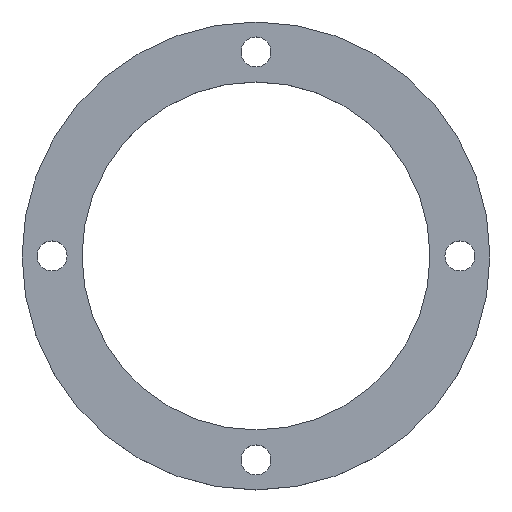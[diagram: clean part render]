
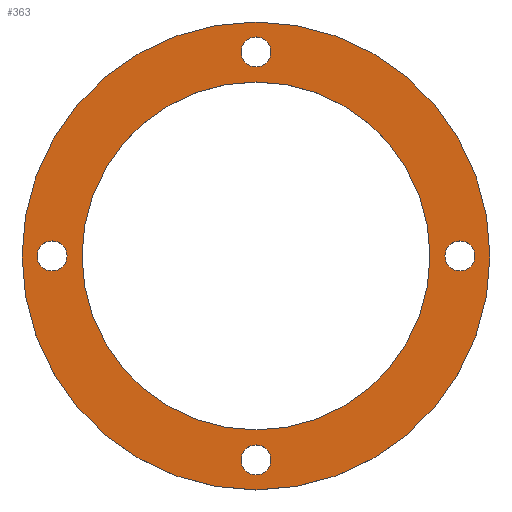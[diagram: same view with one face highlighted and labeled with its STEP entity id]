
A CAD part, top view. The second image highlights one B-rep face of the part: STEP entity #363.
In plain terms, the highlighted planar face has unit normal (0, 0, 1).
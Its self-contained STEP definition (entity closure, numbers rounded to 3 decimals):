
#10 = CARTESIAN_POINT ( 'NONE',  ( 0., -34., 4.7 ) ) ;
#16 = EDGE_CURVE ( 'NONE', #48, #163, #487, .T. ) ;
#21 = DIRECTION ( 'NONE',  ( 1., 0., 0. ) ) ;
#23 = CARTESIAN_POINT ( 'NONE',  ( -29., 0., 4.7 ) ) ;
#25 = FACE_BOUND ( 'NONE', #93, .T. ) ;
#29 = EDGE_CURVE ( 'NONE', #454, #416, #267, .T. ) ;
#31 = CARTESIAN_POINT ( 'NONE',  ( 0., 0., 4.7 ) ) ;
#35 = CARTESIAN_POINT ( 'NONE',  ( 2.5, 34., 4.7 ) ) ;
#40 = DIRECTION ( 'NONE',  ( 0., 0., 1. ) ) ;
#42 = AXIS2_PLACEMENT_3D ( 'NONE', #273, #240, #157 ) ;
#44 = AXIS2_PLACEMENT_3D ( 'NONE', #375, #61, #421 ) ;
#45 = DIRECTION ( 'NONE',  ( 0., 0., 1. ) ) ;
#48 = VERTEX_POINT ( 'NONE', #399 ) ;
#49 = DIRECTION ( 'NONE',  ( 1., 0., 0. ) ) ;
#50 = AXIS2_PLACEMENT_3D ( 'NONE', #491, #455, #505 ) ;
#52 = CARTESIAN_POINT ( 'NONE',  ( 34., 0., 4.7 ) ) ;
#53 = DIRECTION ( 'NONE',  ( 1., 0., 0. ) ) ;
#55 = FACE_BOUND ( 'NONE', #255, .T. ) ;
#61 = DIRECTION ( 'NONE',  ( 0., 0., 1. ) ) ;
#65 = CIRCLE ( 'NONE', #50, 2.5 ) ;
#69 = ORIENTED_EDGE ( 'NONE', *, *, #378, .T. ) ;
#93 = EDGE_LOOP ( 'NONE', ( #330, #159 ) ) ;
#97 = CARTESIAN_POINT ( 'NONE',  ( 31.5, 0., 4.7 ) ) ;
#98 = CIRCLE ( 'NONE', #358, 29. ) ;
#99 = VERTEX_POINT ( 'NONE', #256 ) ;
#105 = DIRECTION ( 'NONE',  ( 0., 0., 1. ) ) ;
#108 = CIRCLE ( 'NONE', #359, 39. ) ;
#111 = CARTESIAN_POINT ( 'NONE',  ( 0., 0., 4.7 ) ) ;
#112 = DIRECTION ( 'NONE',  ( 0., 0., 1. ) ) ;
#116 = ORIENTED_EDGE ( 'NONE', *, *, #131, .F. ) ;
#118 = DIRECTION ( 'NONE',  ( 1., 0., 0. ) ) ;
#120 = VERTEX_POINT ( 'NONE', #290 ) ;
#125 = CARTESIAN_POINT ( 'NONE',  ( 2.5, -34., 4.7 ) ) ;
#131 = EDGE_CURVE ( 'NONE', #281, #120, #302, .T. ) ;
#133 = ORIENTED_EDGE ( 'NONE', *, *, #462, .T. ) ;
#140 = ORIENTED_EDGE ( 'NONE', *, *, #336, .F. ) ;
#144 = DIRECTION ( 'NONE',  ( 1., 0., 0. ) ) ;
#148 = ORIENTED_EDGE ( 'NONE', *, *, #410, .F. ) ;
#149 = DIRECTION ( 'NONE',  ( 1., 0., 0. ) ) ;
#152 = EDGE_CURVE ( 'NONE', #99, #206, #65, .T. ) ;
#153 = ORIENTED_EDGE ( 'NONE', *, *, #427, .F. ) ;
#157 = DIRECTION ( 'NONE',  ( 1., 0., 0. ) ) ;
#159 = ORIENTED_EDGE ( 'NONE', *, *, #16, .F. ) ;
#162 = DIRECTION ( 'NONE',  ( 1., 0., 0. ) ) ;
#163 = VERTEX_POINT ( 'NONE', #97 ) ;
#168 = EDGE_CURVE ( 'NONE', #120, #281, #404, .T. ) ;
#174 = EDGE_LOOP ( 'NONE', ( #224, #307 ) ) ;
#175 = FACE_BOUND ( 'NONE', #265, .T. ) ;
#179 = CARTESIAN_POINT ( 'NONE',  ( 0., 0., 4.7 ) ) ;
#181 = AXIS2_PLACEMENT_3D ( 'NONE', #52, #45, #21 ) ;
#186 = EDGE_CURVE ( 'NONE', #206, #99, #510, .T. ) ;
#189 = CIRCLE ( 'NONE', #315, 39. ) ;
#190 = CARTESIAN_POINT ( 'NONE',  ( 39., 0., 4.7 ) ) ;
#206 = VERTEX_POINT ( 'NONE', #449 ) ;
#224 = ORIENTED_EDGE ( 'NONE', *, *, #152, .F. ) ;
#228 = DIRECTION ( 'NONE',  ( 0., 0., 1. ) ) ;
#235 = CIRCLE ( 'NONE', #181, 2.5 ) ;
#240 = DIRECTION ( 'NONE',  ( 0., 0., 1. ) ) ;
#248 = DIRECTION ( 'NONE',  ( 0., 0., 1. ) ) ;
#255 = EDGE_LOOP ( 'NONE', ( #411, #116 ) ) ;
#256 = CARTESIAN_POINT ( 'NONE',  ( -36.5, 0., 4.7 ) ) ;
#257 = CARTESIAN_POINT ( 'NONE',  ( -34., 0., 4.7 ) ) ;
#259 = DIRECTION ( 'NONE',  ( 0., 0., 1. ) ) ;
#262 = EDGE_CURVE ( 'NONE', #163, #48, #235, .T. ) ;
#264 = VERTEX_POINT ( 'NONE', #402 ) ;
#265 = EDGE_LOOP ( 'NONE', ( #140, #318 ) ) ;
#266 = DIRECTION ( 'NONE',  ( 1., 0., 0. ) ) ;
#267 = CIRCLE ( 'NONE', #42, 2.5 ) ;
#268 = CIRCLE ( 'NONE', #44, 2.5 ) ;
#273 = CARTESIAN_POINT ( 'NONE',  ( 0., 34., 4.7 ) ) ;
#281 = VERTEX_POINT ( 'NONE', #125 ) ;
#290 = CARTESIAN_POINT ( 'NONE',  ( -2.5, -34., 4.7 ) ) ;
#295 = PLANE ( 'NONE',  #437 ) ;
#301 = DIRECTION ( 'NONE',  ( 1., 0., 0. ) ) ;
#302 = CIRCLE ( 'NONE', #342, 2.5 ) ;
#307 = ORIENTED_EDGE ( 'NONE', *, *, #186, .F. ) ;
#315 = AXIS2_PLACEMENT_3D ( 'NONE', #428, #341, #149 ) ;
#318 = ORIENTED_EDGE ( 'NONE', *, *, #29, .F. ) ;
#327 = AXIS2_PLACEMENT_3D ( 'NONE', #257, #112, #53 ) ;
#328 = DIRECTION ( 'NONE',  ( 1., 0., 0. ) ) ;
#330 = ORIENTED_EDGE ( 'NONE', *, *, #262, .F. ) ;
#334 = AXIS2_PLACEMENT_3D ( 'NONE', #467, #259, #328 ) ;
#336 = EDGE_CURVE ( 'NONE', #416, #454, #268, .T. ) ;
#339 = CARTESIAN_POINT ( 'NONE',  ( 29., 0., 4.7 ) ) ;
#341 = DIRECTION ( 'NONE',  ( 0., 0., 1. ) ) ;
#342 = AXIS2_PLACEMENT_3D ( 'NONE', #10, #248, #49 ) ;
#358 = AXIS2_PLACEMENT_3D ( 'NONE', #111, #228, #118 ) ;
#359 = AXIS2_PLACEMENT_3D ( 'NONE', #499, #40, #144 ) ;
#363 = ADVANCED_FACE ( 'NONE', ( #55, #175, #380, #497, #25, #492 ), #295, .T. ) ;
#367 = VERTEX_POINT ( 'NONE', #23 ) ;
#375 = CARTESIAN_POINT ( 'NONE',  ( 0., 34., 4.7 ) ) ;
#378 = EDGE_CURVE ( 'NONE', #432, #264, #189, .T. ) ;
#380 = FACE_OUTER_BOUND ( 'NONE', #392, .T. ) ;
#386 = EDGE_LOOP ( 'NONE', ( #153, #148 ) ) ;
#390 = DIRECTION ( 'NONE',  ( 0., 0., 1. ) ) ;
#392 = EDGE_LOOP ( 'NONE', ( #133, #69 ) ) ;
#399 = CARTESIAN_POINT ( 'NONE',  ( 36.5, 0., 4.7 ) ) ;
#402 = CARTESIAN_POINT ( 'NONE',  ( -39., 0., 4.7 ) ) ;
#403 = AXIS2_PLACEMENT_3D ( 'NONE', #418, #105, #301 ) ;
#404 = CIRCLE ( 'NONE', #334, 2.5 ) ;
#410 = EDGE_CURVE ( 'NONE', #507, #367, #98, .T. ) ;
#411 = ORIENTED_EDGE ( 'NONE', *, *, #168, .F. ) ;
#416 = VERTEX_POINT ( 'NONE', #468 ) ;
#418 = CARTESIAN_POINT ( 'NONE',  ( 34., 0., 4.7 ) ) ;
#421 = DIRECTION ( 'NONE',  ( 1., 0., 0. ) ) ;
#427 = EDGE_CURVE ( 'NONE', #367, #507, #430, .T. ) ;
#428 = CARTESIAN_POINT ( 'NONE',  ( 0., 0., 4.7 ) ) ;
#430 = CIRCLE ( 'NONE', #438, 29. ) ;
#432 = VERTEX_POINT ( 'NONE', #190 ) ;
#437 = AXIS2_PLACEMENT_3D ( 'NONE', #179, #495, #162 ) ;
#438 = AXIS2_PLACEMENT_3D ( 'NONE', #31, #390, #266 ) ;
#449 = CARTESIAN_POINT ( 'NONE',  ( -31.5, 0., 4.7 ) ) ;
#454 = VERTEX_POINT ( 'NONE', #35 ) ;
#455 = DIRECTION ( 'NONE',  ( 0., 0., 1. ) ) ;
#462 = EDGE_CURVE ( 'NONE', #264, #432, #108, .T. ) ;
#467 = CARTESIAN_POINT ( 'NONE',  ( 0., -34., 4.7 ) ) ;
#468 = CARTESIAN_POINT ( 'NONE',  ( -2.5, 34., 4.7 ) ) ;
#487 = CIRCLE ( 'NONE', #403, 2.5 ) ;
#491 = CARTESIAN_POINT ( 'NONE',  ( -34., 0., 4.7 ) ) ;
#492 = FACE_BOUND ( 'NONE', #174, .T. ) ;
#495 = DIRECTION ( 'NONE',  ( 0., 0., 1. ) ) ;
#497 = FACE_BOUND ( 'NONE', #386, .T. ) ;
#499 = CARTESIAN_POINT ( 'NONE',  ( 0., 0., 4.7 ) ) ;
#505 = DIRECTION ( 'NONE',  ( 1., 0., 0. ) ) ;
#507 = VERTEX_POINT ( 'NONE', #339 ) ;
#510 = CIRCLE ( 'NONE', #327, 2.5 ) ;
